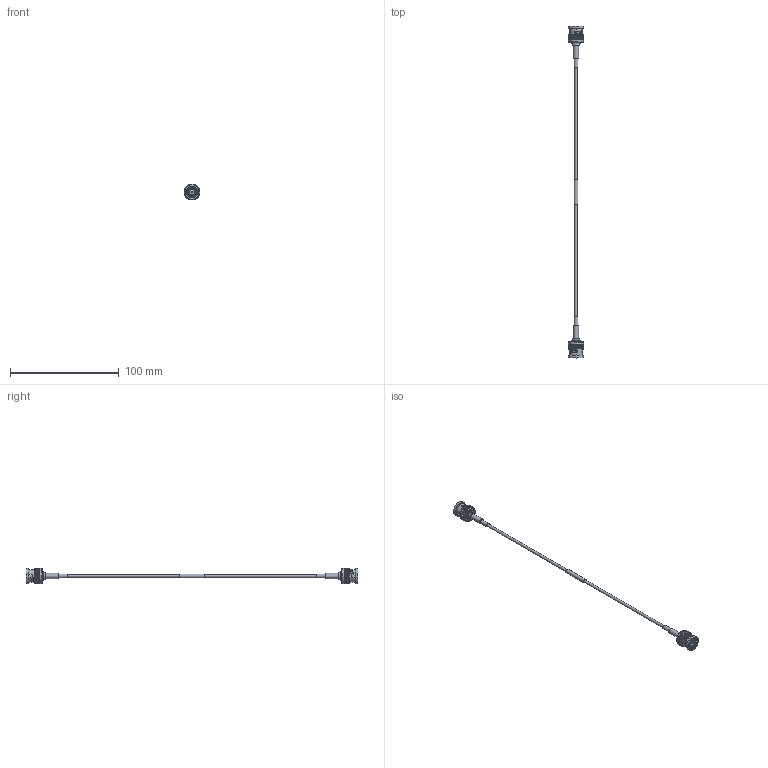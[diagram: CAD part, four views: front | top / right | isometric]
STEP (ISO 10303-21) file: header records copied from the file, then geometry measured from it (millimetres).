
FILE_DESCRIPTION(/* description */ ('Unknown'),/* implementation_level */ '2;1');
FILE_NAME(/* name */ '65509810330501',/* time_stamp */ '2023-06-06T14:56:12+02:00',/* author */ ('Unknown'),/* organization */ ('Unknown'),/* preprocessor_version */ 'ST-DEVELOPER v18.102',/* originating_system */ 'Solid Edge',/* authorisation */ 'Unknown');
FILE_SCHEMA (('AUTOMOTIVE_DESIGN {1 0 10303 214 3 1 1}'));
Length unit declared in the file: millimetre
Products named in the file (1): 65509810330501
Bounding box: 14.5 x 304.8 x 14.5 mm (x, y, z)
Volume: 5131.1 mm3; surface area: 5970 mm2
Topology: 1 solids, 1 shells, 925 faces, 2109 edges, 1202 vertices
Faces by surface type: plane 666, cylinder 219, torus 24, cone 16
Full cylindrical faces by diameter (mm): 1.35 x2, 2.6 x2, 3.6 x3, 4.8 x2, 5 x2, 6.5 x2, 7.3 x2, 7.7 x2, 8.4 x2, 9.5 x2, 9.8 x2, 11.35 x2, 12.8 x2, 13.9 x6
Entity records: 31501 total; most frequent: CARTESIAN_POINT 5378, DIRECTION 4034, ORIENTED_EDGE 4032, EDGE_CURVE 2016, AXIS2_PLACEMENT_3D 1506, VERTEX_POINT 1170, LINE 1022, VECTOR 1022
